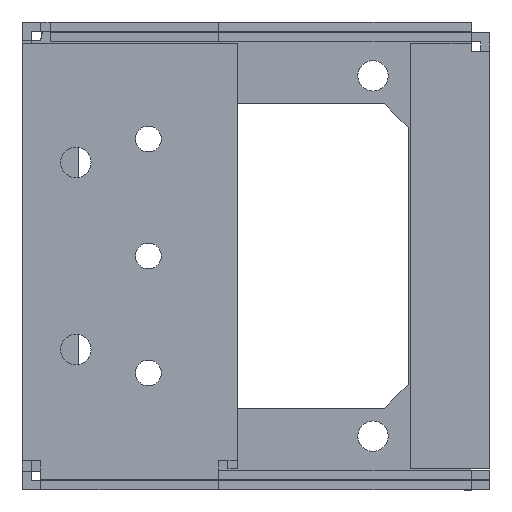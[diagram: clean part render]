
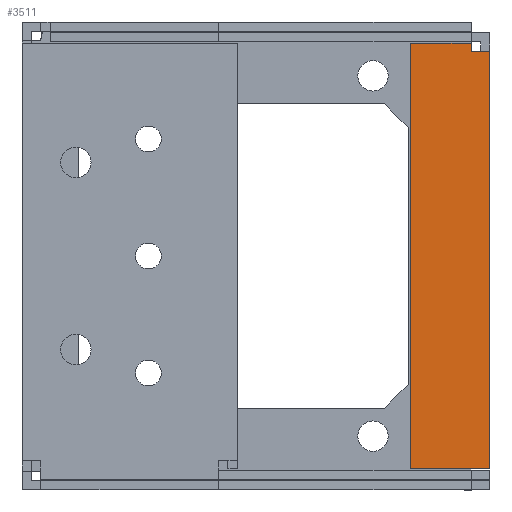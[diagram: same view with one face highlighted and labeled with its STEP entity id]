
A CAD part, front view. The second image highlights one B-rep face of the part: STEP entity #3511.
In plain terms, the highlighted planar face has unit normal (0, -1, 0).
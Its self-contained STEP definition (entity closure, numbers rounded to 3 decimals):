
#9 = VECTOR ( 'NONE', #2044, 1000. ) ;
#13 = CARTESIAN_POINT ( 'NONE',  ( 96., 54., 95.5 ) ) ;
#77 = CARTESIAN_POINT ( 'NONE',  ( 83., 54., 93.25 ) ) ;
#81 = VECTOR ( 'NONE', #2435, 1000. ) ;
#156 = CARTESIAN_POINT ( 'NONE',  ( 96., 54., 93.25 ) ) ;
#186 = LINE ( 'NONE', #156, #592 ) ;
#192 = VECTOR ( 'NONE', #2985, 1000. ) ;
#248 = VERTEX_POINT ( 'NONE', #1988 ) ;
#592 = VECTOR ( 'NONE', #3817, 1000. ) ;
#607 = EDGE_CURVE ( 'NONE', #1611, #248, #3860, .T. ) ;
#608 = ORIENTED_EDGE ( 'NONE', *, *, #1595, .F. ) ;
#1002 = CARTESIAN_POINT ( 'NONE',  ( 100., 54., 91.5 ) ) ;
#1296 = EDGE_CURVE ( 'NONE', #2560, #4538, #1449, .T. ) ;
#1449 = LINE ( 'NONE', #1002, #81 ) ;
#1561 = CARTESIAN_POINT ( 'NONE',  ( 83., 54., 95.5 ) ) ;
#1595 = EDGE_CURVE ( 'NONE', #1755, #2560, #4085, .T. ) ;
#1611 = VERTEX_POINT ( 'NONE', #77 ) ;
#1661 = DIRECTION ( 'NONE',  ( -1., 0., 0. ) ) ;
#1744 = VECTOR ( 'NONE', #4781, 1000. ) ;
#1755 = VERTEX_POINT ( 'NONE', #2069 ) ;
#1988 = CARTESIAN_POINT ( 'NONE',  ( 83., 54., 2.25 ) ) ;
#2044 = DIRECTION ( 'NONE',  ( 1., 0., 0. ) ) ;
#2069 = CARTESIAN_POINT ( 'NONE',  ( 96., 54., 93.25 ) ) ;
#2383 = ORIENTED_EDGE ( 'NONE', *, *, #607, .T. ) ;
#2409 = ORIENTED_EDGE ( 'NONE', *, *, #5048, .T. ) ;
#2433 = LINE ( 'NONE', #5171, #9 ) ;
#2435 = DIRECTION ( 'NONE',  ( 1., 0., 0. ) ) ;
#2556 = PLANE ( 'NONE',  #3246 ) ;
#2560 = VERTEX_POINT ( 'NONE', #5711 ) ;
#2593 = ORIENTED_EDGE ( 'NONE', *, *, #3417, .F. ) ;
#2613 = EDGE_LOOP ( 'NONE', ( #2593, #2383, #3284, #2409, #4173, #608 ) ) ;
#2745 = CARTESIAN_POINT ( 'NONE',  ( 100., 54., 2.25 ) ) ;
#2884 = EDGE_CURVE ( 'NONE', #248, #5574, #2433, .T. ) ;
#2985 = DIRECTION ( 'NONE',  ( 0., 0., -1. ) ) ;
#3246 = AXIS2_PLACEMENT_3D ( 'NONE', #5290, #4869, #1661 ) ;
#3284 = ORIENTED_EDGE ( 'NONE', *, *, #2884, .T. ) ;
#3417 = EDGE_CURVE ( 'NONE', #1611, #1755, #186, .T. ) ;
#3451 = CARTESIAN_POINT ( 'NONE',  ( 100., 54., 95.5 ) ) ;
#3511 = ADVANCED_FACE ( 'NONE', ( #5796 ), #2556, .F. ) ;
#3767 = CARTESIAN_POINT ( 'NONE',  ( 100., 54., 91.5 ) ) ;
#3817 = DIRECTION ( 'NONE',  ( 1., 0., 0. ) ) ;
#3860 = LINE ( 'NONE', #1561, #192 ) ;
#4085 = LINE ( 'NONE', #13, #5213 ) ;
#4173 = ORIENTED_EDGE ( 'NONE', *, *, #1296, .F. ) ;
#4340 = LINE ( 'NONE', #3451, #1744 ) ;
#4538 = VERTEX_POINT ( 'NONE', #3767 ) ;
#4781 = DIRECTION ( 'NONE',  ( 0., 0., 1. ) ) ;
#4869 = DIRECTION ( 'NONE',  ( 0., 1., 0. ) ) ;
#5048 = EDGE_CURVE ( 'NONE', #5574, #4538, #4340, .T. ) ;
#5171 = CARTESIAN_POINT ( 'NONE',  ( 100., 54., 2.25 ) ) ;
#5213 = VECTOR ( 'NONE', #5455, 1000. ) ;
#5290 = CARTESIAN_POINT ( 'NONE',  ( 100., 54., 95.5 ) ) ;
#5455 = DIRECTION ( 'NONE',  ( 0., 0., -1. ) ) ;
#5574 = VERTEX_POINT ( 'NONE', #2745 ) ;
#5711 = CARTESIAN_POINT ( 'NONE',  ( 96., 54., 91.5 ) ) ;
#5796 = FACE_OUTER_BOUND ( 'NONE', #2613, .T. ) ;
